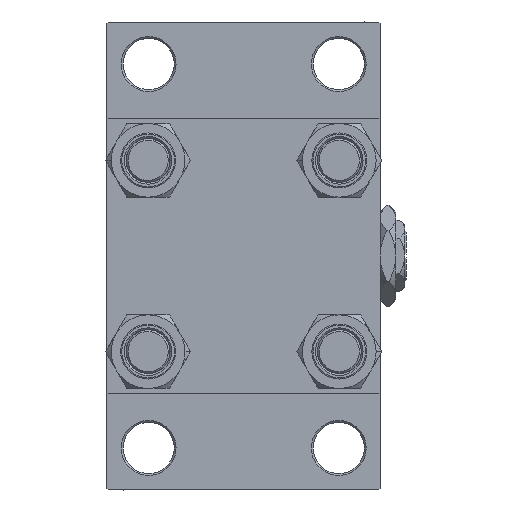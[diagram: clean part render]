
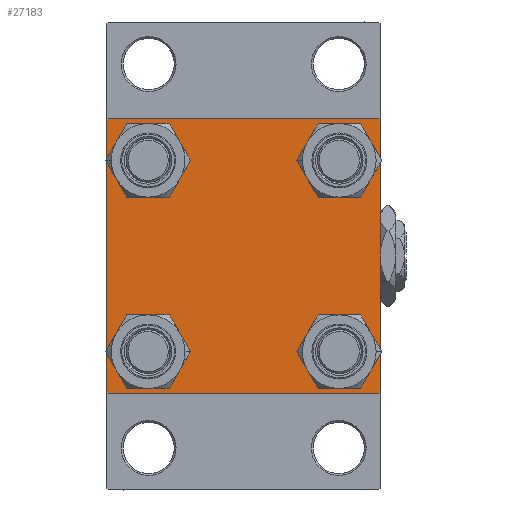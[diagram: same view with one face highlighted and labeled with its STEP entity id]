
A CAD part, left-side view. The second image highlights one B-rep face of the part: STEP entity #27183.
In plain terms, the highlighted planar face has unit normal (-1, 0, 0).
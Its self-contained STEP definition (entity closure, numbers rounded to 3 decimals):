
#463 = FACE_BOUND ( 'NONE', #2719, .T. ) ;
#721 = CARTESIAN_POINT ( 'NONE',  ( 0., 26.15, 32.65 ) ) ;
#1902 = ORIENTED_EDGE ( 'NONE', *, *, #38250, .F. ) ;
#1932 = VERTEX_POINT ( 'NONE', #31689 ) ;
#2311 = CARTESIAN_POINT ( 'NONE',  ( 0., 26.15, -32.65 ) ) ;
#2597 = LINE ( 'NONE', #18202, #7642 ) ;
#2601 = ORIENTED_EDGE ( 'NONE', *, *, #41440, .T. ) ;
#2658 = CARTESIAN_POINT ( 'NONE',  ( 0., -37.25, 37.25 ) ) ;
#2719 = EDGE_LOOP ( 'NONE', ( #14504, #36239 ) ) ;
#2771 = EDGE_CURVE ( 'NONE', #18203, #23473, #18030, .T. ) ;
#3104 = ORIENTED_EDGE ( 'NONE', *, *, #27197, .T. ) ;
#3472 = VECTOR ( 'NONE', #7595, 1000. ) ;
#3786 = EDGE_CURVE ( 'NONE', #49740, #24204, #2597, .T. ) ;
#4218 = CARTESIAN_POINT ( 'NONE',  ( 0., -26.15, -26.15 ) ) ;
#4387 = DIRECTION ( 'NONE',  ( 0., -0.707, 0.707 ) ) ;
#5635 = ORIENTED_EDGE ( 'NONE', *, *, #2771, .T. ) ;
#6069 = DIRECTION ( 'NONE',  ( 1., 0., 0. ) ) ;
#6939 = DIRECTION ( 'NONE',  ( 0., 0.707, 0.707 ) ) ;
#7595 = DIRECTION ( 'NONE',  ( 0., 0., -1. ) ) ;
#7642 = VECTOR ( 'NONE', #36838, 1000. ) ;
#8012 = DIRECTION ( 'NONE',  ( 0., 0., 1. ) ) ;
#8036 = CIRCLE ( 'NONE', #33744, 6.5 ) ;
#8252 = FACE_BOUND ( 'NONE', #11396, .T. ) ;
#8438 = VECTOR ( 'NONE', #6939, 1000. ) ;
#8682 = EDGE_LOOP ( 'NONE', ( #3104, #12388 ) ) ;
#9209 = VERTEX_POINT ( 'NONE', #39736 ) ;
#9285 = EDGE_LOOP ( 'NONE', ( #43295, #30862, #44120, #15523, #18421, #17801, #1902, #26297 ) ) ;
#10092 = CARTESIAN_POINT ( 'NONE',  ( 0., -26.15, 26.15 ) ) ;
#10887 = CARTESIAN_POINT ( 'NONE',  ( 0., 26.15, 26.15 ) ) ;
#11396 = EDGE_LOOP ( 'NONE', ( #2601, #20931 ) ) ;
#11493 = VERTEX_POINT ( 'NONE', #37254 ) ;
#12388 = ORIENTED_EDGE ( 'NONE', *, *, #15054, .T. ) ;
#13510 = ORIENTED_EDGE ( 'NONE', *, *, #32152, .T. ) ;
#13594 = VERTEX_POINT ( 'NONE', #18013 ) ;
#13889 = LINE ( 'NONE', #25724, #22439 ) ;
#14125 = VECTOR ( 'NONE', #4387, 1000. ) ;
#14504 = ORIENTED_EDGE ( 'NONE', *, *, #24774, .T. ) ;
#15054 = EDGE_CURVE ( 'NONE', #49416, #13594, #27205, .T. ) ;
#15297 = DIRECTION ( 'NONE',  ( 1., 0., 0. ) ) ;
#15333 = DIRECTION ( 'NONE',  ( 0., 0., 1. ) ) ;
#15523 = ORIENTED_EDGE ( 'NONE', *, *, #28426, .T. ) ;
#15648 = CARTESIAN_POINT ( 'NONE',  ( 0., 26.15, -26.15 ) ) ;
#15757 = DIRECTION ( 'NONE',  ( 0., 0., 1. ) ) ;
#15775 = CARTESIAN_POINT ( 'NONE',  ( 0., 37.25, -37.25 ) ) ;
#16267 = EDGE_CURVE ( 'NONE', #9209, #29062, #13889, .T. ) ;
#16523 = CIRCLE ( 'NONE', #24577, 6.5 ) ;
#17382 = VECTOR ( 'NONE', #35172, 1000. ) ;
#17801 = ORIENTED_EDGE ( 'NONE', *, *, #26628, .T. ) ;
#18007 = CIRCLE ( 'NONE', #30900, 6.5 ) ;
#18013 = CARTESIAN_POINT ( 'NONE',  ( 0., -26.15, -19.65 ) ) ;
#18030 = CIRCLE ( 'NONE', #18843, 6.5 ) ;
#18157 = CARTESIAN_POINT ( 'NONE',  ( 0., 37.5, 37.5 ) ) ;
#18202 = CARTESIAN_POINT ( 'NONE',  ( 0., 37.5, -37.5 ) ) ;
#18203 = VERTEX_POINT ( 'NONE', #2311 ) ;
#18421 = ORIENTED_EDGE ( 'NONE', *, *, #48975, .F. ) ;
#18690 = VERTEX_POINT ( 'NONE', #47684 ) ;
#18843 = AXIS2_PLACEMENT_3D ( 'NONE', #25240, #25747, #40601 ) ;
#18883 = CIRCLE ( 'NONE', #30968, 6.5 ) ;
#19327 = FACE_BOUND ( 'NONE', #19540, .T. ) ;
#19492 = LINE ( 'NONE', #38884, #14125 ) ;
#19540 = EDGE_LOOP ( 'NONE', ( #13510, #5635 ) ) ;
#19614 = DIRECTION ( 'NONE',  ( 1., 0., 0. ) ) ;
#19727 = CARTESIAN_POINT ( 'NONE',  ( 0., -37., -37.5 ) ) ;
#20065 = FACE_OUTER_BOUND ( 'NONE', #9285, .T. ) ;
#20931 = ORIENTED_EDGE ( 'NONE', *, *, #40001, .T. ) ;
#22439 = VECTOR ( 'NONE', #33026, 1000. ) ;
#22713 = DIRECTION ( 'NONE',  ( 1., 0., 0. ) ) ;
#23201 = LINE ( 'NONE', #26706, #3472 ) ;
#23473 = VERTEX_POINT ( 'NONE', #47004 ) ;
#24061 = CARTESIAN_POINT ( 'NONE',  ( 0., -26.15, 26.15 ) ) ;
#24204 = VERTEX_POINT ( 'NONE', #19727 ) ;
#24577 = AXIS2_PLACEMENT_3D ( 'NONE', #15648, #27230, #42569 ) ;
#24774 = EDGE_CURVE ( 'NONE', #42824, #18690, #18007, .T. ) ;
#25240 = CARTESIAN_POINT ( 'NONE',  ( 0., 26.15, -26.15 ) ) ;
#25724 = CARTESIAN_POINT ( 'NONE',  ( 0., 37.5, 37.5 ) ) ;
#25747 = DIRECTION ( 'NONE',  ( 1., 0., 0. ) ) ;
#25862 = VERTEX_POINT ( 'NONE', #32986 ) ;
#26208 = CIRCLE ( 'NONE', #43080, 6.5 ) ;
#26216 = DIRECTION ( 'NONE',  ( 0., -1., 0. ) ) ;
#26297 = ORIENTED_EDGE ( 'NONE', *, *, #34363, .T. ) ;
#26611 = LINE ( 'NONE', #46231, #17382 ) ;
#26628 = EDGE_CURVE ( 'NONE', #1932, #47702, #45170, .T. ) ;
#26657 = CARTESIAN_POINT ( 'NONE',  ( 0., 26.15, 26.15 ) ) ;
#26706 = CARTESIAN_POINT ( 'NONE',  ( 0., -37.5, 37.5 ) ) ;
#26959 = VECTOR ( 'NONE', #30643, 1000. ) ;
#27183 = ADVANCED_FACE ( 'NONE', ( #8252, #42475, #19327, #463, #20065 ), #38715, .T. ) ;
#27197 = EDGE_CURVE ( 'NONE', #13594, #49416, #18883, .T. ) ;
#27205 = CIRCLE ( 'NONE', #47261, 6.5 ) ;
#27230 = DIRECTION ( 'NONE',  ( 1., 0., 0. ) ) ;
#27998 = EDGE_CURVE ( 'NONE', #29062, #49740, #44974, .T. ) ;
#28426 = EDGE_CURVE ( 'NONE', #24204, #25862, #19492, .T. ) ;
#29030 = CARTESIAN_POINT ( 'NONE',  ( 0., -26.15, 19.65 ) ) ;
#29062 = VERTEX_POINT ( 'NONE', #45793 ) ;
#29484 = DIRECTION ( 'NONE',  ( 0., 0., 1. ) ) ;
#30014 = DIRECTION ( 'NONE',  ( 0., 0., 1. ) ) ;
#30643 = DIRECTION ( 'NONE',  ( 0., -0.707, -0.707 ) ) ;
#30862 = ORIENTED_EDGE ( 'NONE', *, *, #27998, .T. ) ;
#30900 = AXIS2_PLACEMENT_3D ( 'NONE', #10887, #22713, #30014 ) ;
#30968 = AXIS2_PLACEMENT_3D ( 'NONE', #4218, #15297, #8012 ) ;
#31689 = CARTESIAN_POINT ( 'NONE',  ( 0., -37.5, 37. ) ) ;
#32152 = EDGE_CURVE ( 'NONE', #23473, #18203, #16523, .T. ) ;
#32986 = CARTESIAN_POINT ( 'NONE',  ( 0., -37.5, -37. ) ) ;
#33026 = DIRECTION ( 'NONE',  ( 0., 0., -1. ) ) ;
#33480 = EDGE_CURVE ( 'NONE', #18690, #42824, #26208, .T. ) ;
#33744 = AXIS2_PLACEMENT_3D ( 'NONE', #10092, #6069, #29484 ) ;
#34363 = EDGE_CURVE ( 'NONE', #11493, #9209, #26611, .T. ) ;
#34686 = VERTEX_POINT ( 'NONE', #29030 ) ;
#35172 = DIRECTION ( 'NONE',  ( 0., 0.707, -0.707 ) ) ;
#35422 = DIRECTION ( 'NONE',  ( -1., 0., 0. ) ) ;
#36239 = ORIENTED_EDGE ( 'NONE', *, *, #33480, .T. ) ;
#36838 = DIRECTION ( 'NONE',  ( 0., -1., 0. ) ) ;
#36907 = CARTESIAN_POINT ( 'NONE',  ( 0., 37., -37.5 ) ) ;
#37223 = CARTESIAN_POINT ( 'NONE',  ( 0., -26.15, 32.65 ) ) ;
#37254 = CARTESIAN_POINT ( 'NONE',  ( 0., 37., 37.5 ) ) ;
#38250 = EDGE_CURVE ( 'NONE', #11493, #47702, #42059, .T. ) ;
#38552 = DIRECTION ( 'NONE',  ( 0., 0., 1. ) ) ;
#38715 = PLANE ( 'NONE',  #43782 ) ;
#38884 = CARTESIAN_POINT ( 'NONE',  ( 0., -37.25, -37.25 ) ) ;
#39407 = DIRECTION ( 'NONE',  ( 1., 0., 0. ) ) ;
#39736 = CARTESIAN_POINT ( 'NONE',  ( 0., 37.5, 37. ) ) ;
#40001 = EDGE_CURVE ( 'NONE', #34686, #47199, #49761, .T. ) ;
#40601 = DIRECTION ( 'NONE',  ( 0., 0., 1. ) ) ;
#41440 = EDGE_CURVE ( 'NONE', #47199, #34686, #8036, .T. ) ;
#42059 = LINE ( 'NONE', #18157, #46503 ) ;
#42475 = FACE_BOUND ( 'NONE', #8682, .T. ) ;
#42569 = DIRECTION ( 'NONE',  ( 0., 0., 1. ) ) ;
#42824 = VERTEX_POINT ( 'NONE', #721 ) ;
#43080 = AXIS2_PLACEMENT_3D ( 'NONE', #26657, #19614, #15333 ) ;
#43295 = ORIENTED_EDGE ( 'NONE', *, *, #16267, .T. ) ;
#43782 = AXIS2_PLACEMENT_3D ( 'NONE', #46241, #35422, #45989 ) ;
#44120 = ORIENTED_EDGE ( 'NONE', *, *, #3786, .T. ) ;
#44974 = LINE ( 'NONE', #15775, #26959 ) ;
#45070 = CARTESIAN_POINT ( 'NONE',  ( 0., -26.15, -26.15 ) ) ;
#45170 = LINE ( 'NONE', #2658, #8438 ) ;
#45319 = DIRECTION ( 'NONE',  ( 1., 0., 0. ) ) ;
#45793 = CARTESIAN_POINT ( 'NONE',  ( 0., 37.5, -37. ) ) ;
#45989 = DIRECTION ( 'NONE',  ( 0., 0., 1. ) ) ;
#46231 = CARTESIAN_POINT ( 'NONE',  ( 0., 37.25, 37.25 ) ) ;
#46241 = CARTESIAN_POINT ( 'NONE',  ( 0., 0., 0. ) ) ;
#46503 = VECTOR ( 'NONE', #26216, 1000. ) ;
#46574 = AXIS2_PLACEMENT_3D ( 'NONE', #24061, #39407, #15757 ) ;
#46685 = CARTESIAN_POINT ( 'NONE',  ( 0., -26.15, -32.65 ) ) ;
#47004 = CARTESIAN_POINT ( 'NONE',  ( 0., 26.15, -19.65 ) ) ;
#47199 = VERTEX_POINT ( 'NONE', #37223 ) ;
#47261 = AXIS2_PLACEMENT_3D ( 'NONE', #45070, #45319, #38552 ) ;
#47652 = CARTESIAN_POINT ( 'NONE',  ( 0., -37., 37.5 ) ) ;
#47684 = CARTESIAN_POINT ( 'NONE',  ( 0., 26.15, 19.65 ) ) ;
#47702 = VERTEX_POINT ( 'NONE', #47652 ) ;
#48975 = EDGE_CURVE ( 'NONE', #1932, #25862, #23201, .T. ) ;
#49416 = VERTEX_POINT ( 'NONE', #46685 ) ;
#49740 = VERTEX_POINT ( 'NONE', #36907 ) ;
#49761 = CIRCLE ( 'NONE', #46574, 6.5 ) ;
